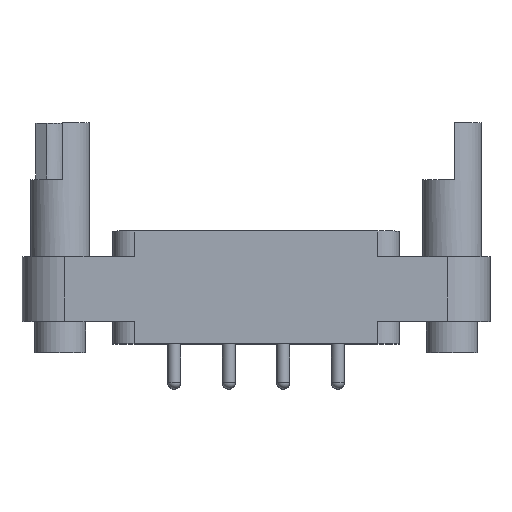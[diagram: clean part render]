
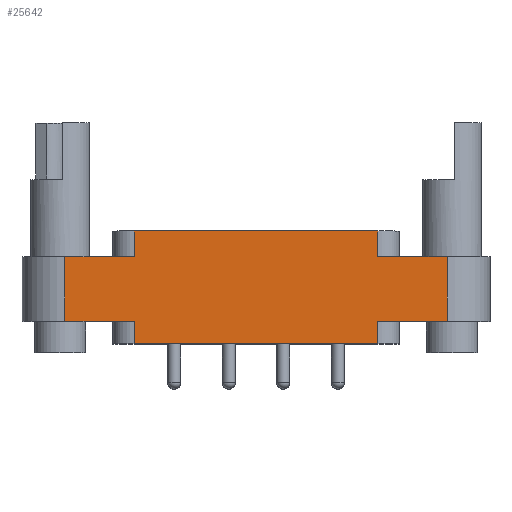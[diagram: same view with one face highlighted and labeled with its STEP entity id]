
A CAD part, top view. The second image highlights one B-rep face of the part: STEP entity #25642.
In plain terms, the highlighted planar face has unit normal (0, 0, 1).
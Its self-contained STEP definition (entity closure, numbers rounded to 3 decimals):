
#19=DIRECTION('',(-1.,0.,0.));
#20=VECTOR('',#19,6.45);
#21=CARTESIAN_POINT('',(17.8,8.1,18.85));
#22=LINE('',#21,#20);
#67=DIRECTION('',(0.,1.,0.));
#68=VECTOR('',#67,2.4);
#69=CARTESIAN_POINT('',(11.35,8.1,18.85));
#70=LINE('',#69,#68);
#89=DIRECTION('',(-1.,0.,0.));
#90=VECTOR('',#89,22.7);
#91=CARTESIAN_POINT('',(11.35,10.5,18.85));
#92=LINE('',#91,#90);
#1361=DIRECTION('',(0.,-1.,0.));
#1362=VECTOR('',#1361,2.4);
#1363=CARTESIAN_POINT('',(-11.35,10.5,18.85));
#1364=LINE('',#1363,#1362);
#1383=DIRECTION('',(-1.,0.,0.));
#1384=VECTOR('',#1383,6.45);
#1385=CARTESIAN_POINT('',(-11.35,8.1,18.85));
#1386=LINE('',#1385,#1384);
#1449=DIRECTION('',(0.,-1.,0.));
#1450=VECTOR('',#1449,6.);
#1451=CARTESIAN_POINT('',(-17.8,8.1,18.85));
#1452=LINE('',#1451,#1450);
#1475=DIRECTION('',(1.,0.,0.));
#1476=VECTOR('',#1475,6.45);
#1477=CARTESIAN_POINT('',(-17.8,2.1,18.85));
#1478=LINE('',#1477,#1476);
#1519=DIRECTION('',(0.,-1.,0.));
#1520=VECTOR('',#1519,2.1);
#1521=CARTESIAN_POINT('',(-11.35,2.1,18.85));
#1522=LINE('',#1521,#1520);
#1541=DIRECTION('',(1.,0.,0.));
#1542=VECTOR('',#1541,22.7);
#1543=CARTESIAN_POINT('',(-11.35,0.,18.85));
#1544=LINE('',#1543,#1542);
#1807=DIRECTION('',(0.,1.,0.));
#1808=VECTOR('',#1807,2.1);
#1809=CARTESIAN_POINT('',(11.35,0.,18.85));
#1810=LINE('',#1809,#1808);
#1829=DIRECTION('',(1.,0.,0.));
#1830=VECTOR('',#1829,6.45);
#1831=CARTESIAN_POINT('',(11.35,2.1,18.85));
#1832=LINE('',#1831,#1830);
#1873=DIRECTION('',(0.,1.,0.));
#1874=VECTOR('',#1873,6.);
#1875=CARTESIAN_POINT('',(17.8,2.1,18.85));
#1876=LINE('',#1875,#1874);
#20309=CARTESIAN_POINT('',(17.8,2.1,18.85));
#20310=CARTESIAN_POINT('',(17.8,8.1,18.85));
#20311=VERTEX_POINT('',#20309);
#20312=VERTEX_POINT('',#20310);
#20325=CARTESIAN_POINT('',(-17.8,8.1,18.85));
#20326=CARTESIAN_POINT('',(-17.8,2.1,18.85));
#20327=VERTEX_POINT('',#20325);
#20328=VERTEX_POINT('',#20326);
#20357=CARTESIAN_POINT('',(11.35,8.1,18.85));
#20358=CARTESIAN_POINT('',(11.35,10.5,18.85));
#20359=VERTEX_POINT('',#20357);
#20360=VERTEX_POINT('',#20358);
#20365=CARTESIAN_POINT('',(11.35,0.,18.85));
#20366=CARTESIAN_POINT('',(11.35,2.1,18.85));
#20367=VERTEX_POINT('',#20365);
#20368=VERTEX_POINT('',#20366);
#20373=CARTESIAN_POINT('',(-11.35,2.1,18.85));
#20374=CARTESIAN_POINT('',(-11.35,0.,18.85));
#20375=VERTEX_POINT('',#20373);
#20376=VERTEX_POINT('',#20374);
#20381=CARTESIAN_POINT('',(-11.35,10.5,18.85));
#20382=CARTESIAN_POINT('',(-11.35,8.1,18.85));
#20383=VERTEX_POINT('',#20381);
#20384=VERTEX_POINT('',#20382);
#25612=CARTESIAN_POINT('',(0.,0.,18.85));
#25613=DIRECTION('',(0.,0.,1.));
#25614=DIRECTION('',(1.,0.,0.));
#25615=AXIS2_PLACEMENT_3D('',#25612,#25613,#25614);
#25616=PLANE('',#25615);
#25618=ORIENTED_EDGE('',*,*,#25617,.F.);
#25619=ORIENTED_EDGE('',*,*,#25565,.F.);
#25621=ORIENTED_EDGE('',*,*,#25620,.F.);
#25623=ORIENTED_EDGE('',*,*,#25622,.F.);
#25625=ORIENTED_EDGE('',*,*,#25624,.F.);
#25627=ORIENTED_EDGE('',*,*,#25626,.F.);
#25629=ORIENTED_EDGE('',*,*,#25628,.F.);
#25631=ORIENTED_EDGE('',*,*,#25630,.F.);
#25633=ORIENTED_EDGE('',*,*,#25632,.F.);
#25635=ORIENTED_EDGE('',*,*,#25634,.F.);
#25637=ORIENTED_EDGE('',*,*,#25636,.F.);
#25639=ORIENTED_EDGE('',*,*,#25638,.F.);
#25640=EDGE_LOOP('',(#25618,#25619,#25621,#25623,#25625,#25627,#25629,#25631,
#25633,#25635,#25637,#25639));
#25641=FACE_OUTER_BOUND('',#25640,.F.);
#25642=ADVANCED_FACE('',(#25641),#25616,.T.);
#25565=EDGE_CURVE('',#20312,#20359,#22,.T.);
#25617=EDGE_CURVE('',#20359,#20360,#70,.T.);
#25620=EDGE_CURVE('',#20311,#20312,#1876,.T.);
#25622=EDGE_CURVE('',#20368,#20311,#1832,.T.);
#25624=EDGE_CURVE('',#20367,#20368,#1810,.T.);
#25626=EDGE_CURVE('',#20376,#20367,#1544,.T.);
#25628=EDGE_CURVE('',#20375,#20376,#1522,.T.);
#25630=EDGE_CURVE('',#20328,#20375,#1478,.T.);
#25632=EDGE_CURVE('',#20327,#20328,#1452,.T.);
#25634=EDGE_CURVE('',#20384,#20327,#1386,.T.);
#25636=EDGE_CURVE('',#20383,#20384,#1364,.T.);
#25638=EDGE_CURVE('',#20360,#20383,#92,.T.);
